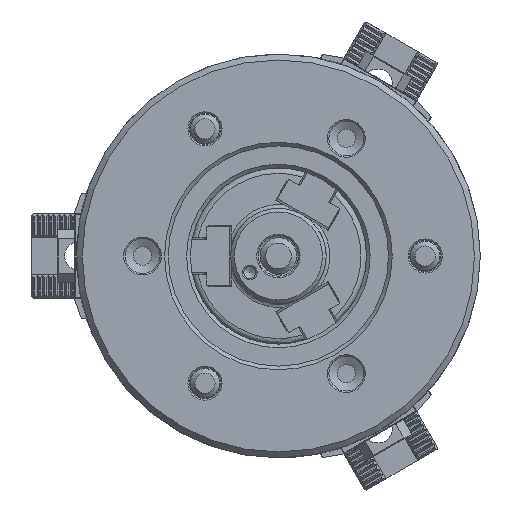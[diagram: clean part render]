
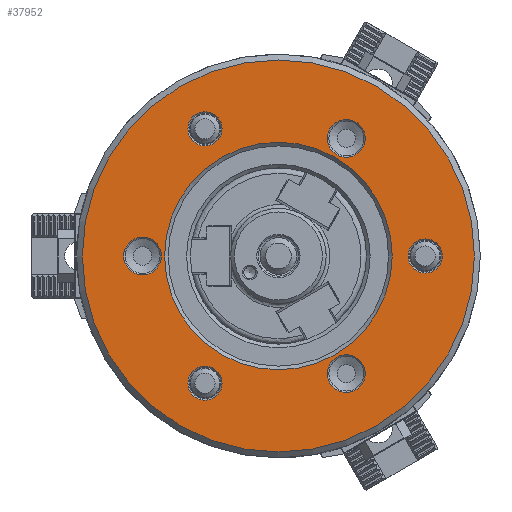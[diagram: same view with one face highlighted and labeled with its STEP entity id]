
A CAD part, left-side view. The second image highlights one B-rep face of the part: STEP entity #37952.
In plain terms, the highlighted planar face has unit normal (-1, 0, 0).
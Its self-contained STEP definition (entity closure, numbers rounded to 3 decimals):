
#715=CIRCLE('',#41178,4.65);
#762=CIRCLE('',#41254,5.15);
#773=CIRCLE('',#41276,4.65);
#808=CIRCLE('',#41335,5.15);
#828=CIRCLE('',#41366,5.15);
#839=CIRCLE('',#41388,4.65);
#846=CIRCLE('',#41401,31.);
#847=CIRCLE('',#41403,53.4);
#1657=ORIENTED_EDGE('',*,*,#12683,.T.);
#1658=ORIENTED_EDGE('',*,*,#12502,.T.);
#1659=ORIENTED_EDGE('',*,*,#12589,.F.);
#1660=ORIENTED_EDGE('',*,*,#12691,.F.);
#1661=ORIENTED_EDGE('',*,*,#12578,.T.);
#1662=ORIENTED_EDGE('',*,*,#12638,.T.);
#1663=ORIENTED_EDGE('',*,*,#12690,.T.);
#1664=ORIENTED_EDGE('',*,*,#12672,.F.);
#12502=EDGE_CURVE('',#18100,#18100,#715,.T.);
#12578=EDGE_CURVE('',#18152,#18152,#762,.T.);
#12589=EDGE_CURVE('',#18164,#18164,#773,.T.);
#12638=EDGE_CURVE('',#18192,#18192,#808,.T.);
#12672=EDGE_CURVE('',#18220,#18220,#828,.T.);
#12683=EDGE_CURVE('',#18232,#18232,#839,.T.);
#12690=EDGE_CURVE('',#18238,#18238,#846,.T.);
#12691=EDGE_CURVE('',#18239,#18239,#847,.T.);
#18100=VERTEX_POINT('',#54187);
#18152=VERTEX_POINT('',#54344);
#18164=VERTEX_POINT('',#54378);
#18192=VERTEX_POINT('',#54479);
#18220=VERTEX_POINT('',#54552);
#18232=VERTEX_POINT('',#54586);
#18238=VERTEX_POINT('',#54605);
#18239=VERTEX_POINT('',#54608);
#31520=EDGE_LOOP('',(#1657));
#31521=EDGE_LOOP('',(#1658));
#31522=EDGE_LOOP('',(#1659));
#31523=EDGE_LOOP('',(#1660));
#31524=EDGE_LOOP('',(#1661));
#31525=EDGE_LOOP('',(#1662));
#31526=EDGE_LOOP('',(#1663));
#31527=EDGE_LOOP('',(#1664));
#33910=FACE_BOUND('',#31520,.T.);
#33911=FACE_BOUND('',#31521,.T.);
#33912=FACE_BOUND('',#31522,.T.);
#33913=FACE_BOUND('',#31523,.T.);
#33914=FACE_BOUND('',#31524,.T.);
#33915=FACE_BOUND('',#31525,.T.);
#33916=FACE_BOUND('',#31526,.T.);
#33917=FACE_BOUND('',#31527,.T.);
#36183=PLANE('',#41402);
#37952=ADVANCED_FACE('',(#33910,#33911,#33912,#33913,#33914,#33915,#33916,
#33917),#36183,.T.);
#41178=AXIS2_PLACEMENT_3D('',#54186,#43969,#43970);
#41254=AXIS2_PLACEMENT_3D('',#54343,#44150,#44151);
#41276=AXIS2_PLACEMENT_3D('',#54377,#44194,#44195);
#41335=AXIS2_PLACEMENT_3D('',#54478,#44326,#44327);
#41366=AXIS2_PLACEMENT_3D('',#54551,#44402,#44403);
#41388=AXIS2_PLACEMENT_3D('',#54585,#44446,#44447);
#41401=AXIS2_PLACEMENT_3D('',#54604,#44472,#44473);
#41402=AXIS2_PLACEMENT_3D('',#54606,#44474,#44475);
#41403=AXIS2_PLACEMENT_3D('',#54607,#44476,#44477);
#43969=DIRECTION('',(1.,0.,0.));
#43970=DIRECTION('',(0.,0.866,0.5));
#44150=DIRECTION('',(1.,0.,0.));
#44151=DIRECTION('',(0.,0.866,0.5));
#44194=DIRECTION('',(-1.,0.,0.));
#44195=DIRECTION('',(0.,-0.866,-0.5));
#44326=DIRECTION('',(1.,0.,0.));
#44327=DIRECTION('',(0.,-0.866,0.5));
#44402=DIRECTION('',(-1.,0.,0.));
#44403=DIRECTION('',(0.,0.,1.));
#44446=DIRECTION('',(1.,0.,0.));
#44447=DIRECTION('',(0.,0.,-1.));
#44472=DIRECTION('',(1.,0.,0.));
#44473=DIRECTION('',(0.,0.,-1.));
#44474=DIRECTION('',(-1.,0.,0.));
#44475=DIRECTION('',(0.,0.,1.));
#44476=DIRECTION('',(1.,0.,0.));
#44477=DIRECTION('',(0.,0.,-1.));
#54186=CARTESIAN_POINT('',(-52.,20.,34.641));
#54187=CARTESIAN_POINT('',(-52.,24.027,36.966));
#54343=CARTESIAN_POINT('',(-52.,-18.5,32.043));
#54344=CARTESIAN_POINT('',(-52.,-14.04,34.618));
#54377=CARTESIAN_POINT('',(-52.,-40.,0.));
#54378=CARTESIAN_POINT('',(-52.,-44.027,-2.325));
#54478=CARTESIAN_POINT('',(-52.,-18.5,-32.043));
#54479=CARTESIAN_POINT('',(-52.,-22.96,-29.468));
#54551=CARTESIAN_POINT('',(-52.,37.,0.));
#54552=CARTESIAN_POINT('',(-52.,37.,5.15));
#54585=CARTESIAN_POINT('',(-52.,20.,-34.641));
#54586=CARTESIAN_POINT('',(-52.,20.,-39.291));
#54604=CARTESIAN_POINT('',(-52.,0.,0.));
#54605=CARTESIAN_POINT('',(-52.,0.,-31.));
#54606=CARTESIAN_POINT('',(-52.,15.5,-26.847));
#54607=CARTESIAN_POINT('',(-52.,0.,0.));
#54608=CARTESIAN_POINT('',(-52.,0.,-53.4));
